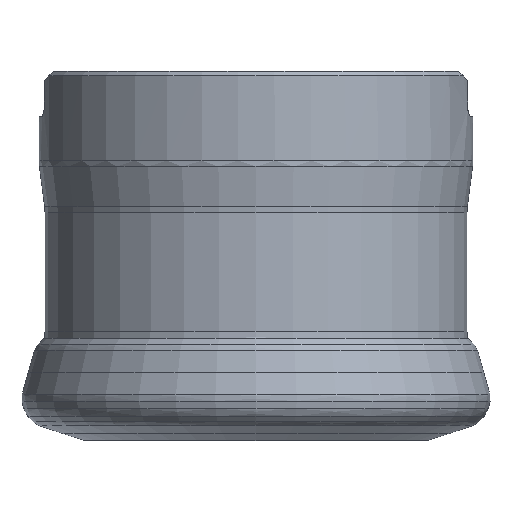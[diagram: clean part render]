
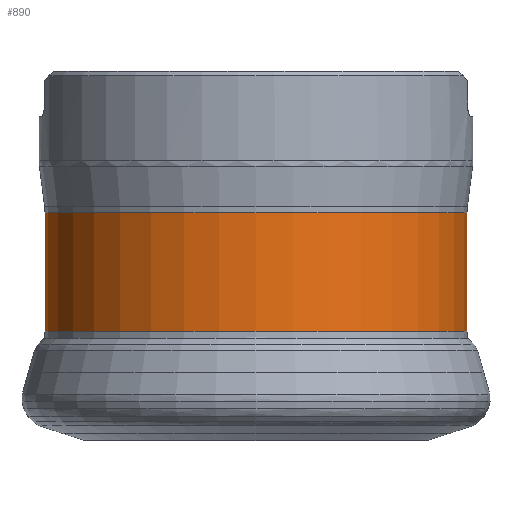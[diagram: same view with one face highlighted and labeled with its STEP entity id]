
A CAD part, left-side view. The second image highlights one B-rep face of the part: STEP entity #890.
In plain terms, the highlighted cylindrical face has radius 22.842 mm (diameter 45.685 mm), a full revolution.
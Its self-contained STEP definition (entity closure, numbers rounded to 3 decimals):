
#210=CYLINDRICAL_SURFACE('',#2187,22.842);
#890=ADVANCED_FACE('',(#1136,#1137),#210,.T.);
#1136=FACE_BOUND('',#1248,.T.);
#1137=FACE_BOUND('',#1249,.T.);
#1248=EDGE_LOOP('',(#1441));
#1249=EDGE_LOOP('',(#1442));
#1441=ORIENTED_EDGE('',*,*,#1916,.T.);
#1442=ORIENTED_EDGE('',*,*,#1917,.T.);
#1779=VERTEX_POINT('',#3231);
#1780=VERTEX_POINT('',#3233);
#1916=EDGE_CURVE('',#1779,#1779,#2079,.T.);
#1917=EDGE_CURVE('',#1780,#1780,#2080,.T.);
#2079=CIRCLE('',#2185,22.842);
#2080=CIRCLE('',#2186,22.842);
#2185=AXIS2_PLACEMENT_3D('',#3230,#2463,#2464);
#2186=AXIS2_PLACEMENT_3D('',#3232,#2465,#2466);
#2187=AXIS2_PLACEMENT_3D('',#3234,#2467,#2468);
#2463=DIRECTION('',(0.,0.,1.));
#2464=DIRECTION('',(-1.,0.,0.));
#2465=DIRECTION('',(0.,0.,-1.));
#2466=DIRECTION('',(-1.,0.,0.));
#2467=DIRECTION('',(0.,0.,-1.));
#2468=DIRECTION('',(-1.,0.,0.));
#3230=CARTESIAN_POINT('',(0.,0.,-28.155));
#3231=CARTESIAN_POINT('',(-22.842,0.,-28.155));
#3232=CARTESIAN_POINT('',(0.,0.,-15.327));
#3233=CARTESIAN_POINT('',(-22.842,0.,-15.327));
#3234=CARTESIAN_POINT('',(0.,0.,0.));
